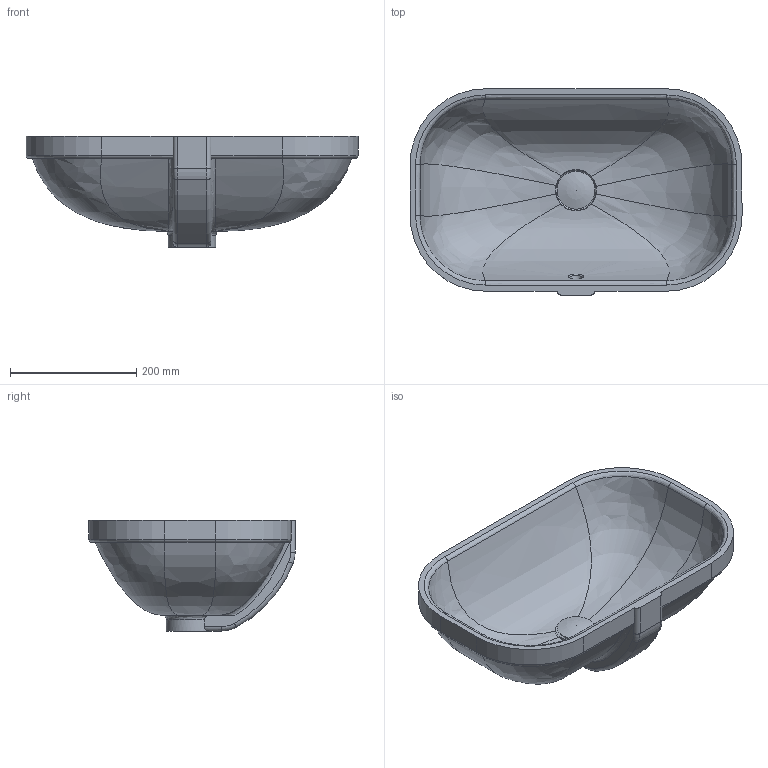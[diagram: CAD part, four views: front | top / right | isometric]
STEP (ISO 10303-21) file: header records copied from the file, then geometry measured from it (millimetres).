
FILE_DESCRIPTION((''),'2;1');
FILE_NAME('033849.stp','2007-11-25T08:34:05',('Huebner'),(''),'Autodesk Inventor 11','Autodesk Inventor 11','');
FILE_SCHEMA(('AUTOMOTIVE_DESIGN { 1 0 10303 214 1 1 1 1 }'));
Length unit declared in the file: millimetre
Products named in the file (4): 033849; Kelch; Stopfen
Assembly tree (3 placements, depth 2):
  033849
    033849
    Kelch
    Stopfen
Bounding box: 525 x 326.25 x 176 mm (x, y, z)
Volume: 3476875 mm3; surface area: 558817.1 mm2
Topology: 3 solids, 3 shells, 111 faces, 279 edges, 175 vertices
Faces by surface type: bspline 40, cylinder 30, plane 25, torus 14, cone 2
Full cylindrical faces by diameter (mm): 20 x1, 42 x1, 44 x1, 52 x1, 60 x1
Entity records: 8048 total; most frequent: CARTESIAN_POINT 5578, ORIENTED_EDGE 534, DIRECTION 422, EDGE_CURVE 267, AXIS2_PLACEMENT_3D 172, VERTEX_POINT 171, EDGE_LOOP 124, FACE_OUTER_BOUND 111
